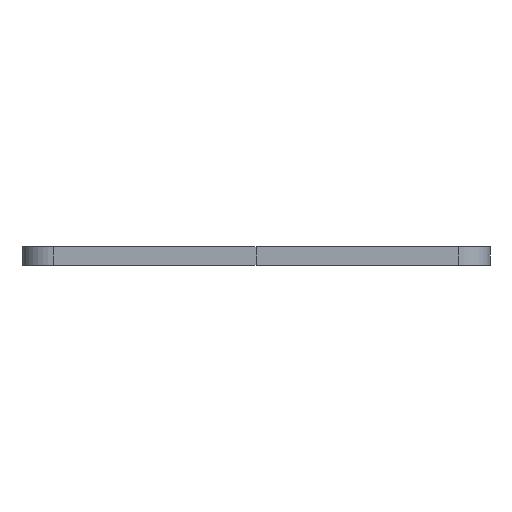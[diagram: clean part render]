
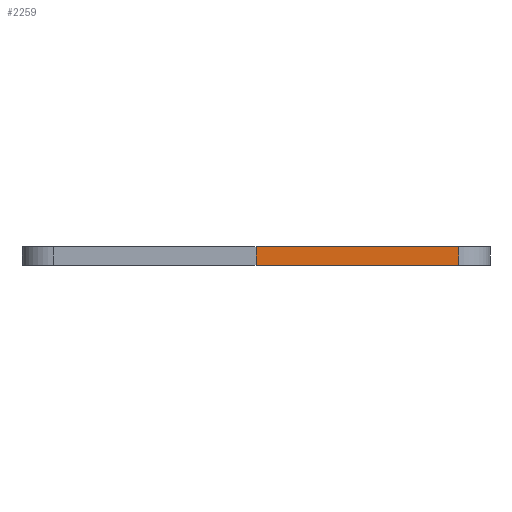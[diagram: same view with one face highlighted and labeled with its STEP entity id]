
A CAD part, front view. The second image highlights one B-rep face of the part: STEP entity #2259.
In plain terms, the highlighted planar face has unit normal (0, -1, 0).
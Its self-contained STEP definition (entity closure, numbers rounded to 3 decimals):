
#24 = VERTEX_POINT('',#25);
#25 = CARTESIAN_POINT('',(65.,-400.,0.));
#33 = CYLINDRICAL_SURFACE('',#34,10.);
#34 = AXIS2_PLACEMENT_3D('',#35,#36,#37);
#35 = CARTESIAN_POINT('',(65.,-390.,0.));
#36 = DIRECTION('',(0.,0.,1.));
#37 = DIRECTION('',(1.,0.,0.));
#45 = PLANE('',#46);
#46 = AXIS2_PLACEMENT_3D('',#47,#48,#49);
#47 = CARTESIAN_POINT('',(0.,0.,0.));
#48 = DIRECTION('',(0.,0.,1.));
#49 = DIRECTION('',(1.,0.,0.));
#61 = EDGE_CURVE('',#24,#62,#64,.T.);
#62 = VERTEX_POINT('',#63);
#63 = CARTESIAN_POINT('',(65.,-400.,6.));
#64 = SURFACE_CURVE('',#65,(#69,#76),.PCURVE_S1.);
#65 = LINE('',#66,#67);
#66 = CARTESIAN_POINT('',(65.,-400.,0.));
#67 = VECTOR('',#68,1.);
#68 = DIRECTION('',(0.,0.,1.));
#69 = PCURVE('',#33,#70);
#70 = DEFINITIONAL_REPRESENTATION('',(#71),#75);
#71 = LINE('',#72,#73);
#72 = CARTESIAN_POINT('',(-1.571,0.));
#73 = VECTOR('',#74,1.);
#74 = DIRECTION('',(-0.,1.));
#75 = ( GEOMETRIC_REPRESENTATION_CONTEXT(2) 
PARAMETRIC_REPRESENTATION_CONTEXT() REPRESENTATION_CONTEXT('2D SPACE',''
  ) );
#76 = PCURVE('',#77,#82);
#77 = PLANE('',#78);
#78 = AXIS2_PLACEMENT_3D('',#79,#80,#81);
#79 = CARTESIAN_POINT('',(75.,-400.,0.));
#80 = DIRECTION('',(0.,-1.,0.));
#81 = DIRECTION('',(-1.,0.,0.));
#82 = DEFINITIONAL_REPRESENTATION('',(#83),#87);
#83 = LINE('',#84,#85);
#84 = CARTESIAN_POINT('',(10.,0.));
#85 = VECTOR('',#86,1.);
#86 = DIRECTION('',(0.,-1.));
#87 = ( GEOMETRIC_REPRESENTATION_CONTEXT(2) 
PARAMETRIC_REPRESENTATION_CONTEXT() REPRESENTATION_CONTEXT('2D SPACE',''
  ) );
#106 = PLANE('',#107);
#107 = AXIS2_PLACEMENT_3D('',#108,#109,#110);
#108 = CARTESIAN_POINT('',(0.,0.,6.));
#109 = DIRECTION('',(0.,0.,1.));
#110 = DIRECTION('',(1.,0.,0.));
#233 = VERTEX_POINT('',#234);
#234 = CARTESIAN_POINT('',(0.,-400.,0.));
#260 = EDGE_CURVE('',#24,#233,#261,.T.);
#261 = SURFACE_CURVE('',#262,(#266,#273),.PCURVE_S1.);
#262 = LINE('',#263,#264);
#263 = CARTESIAN_POINT('',(75.,-400.,0.));
#264 = VECTOR('',#265,1.);
#265 = DIRECTION('',(-1.,0.,0.));
#266 = PCURVE('',#45,#267);
#267 = DEFINITIONAL_REPRESENTATION('',(#268),#272);
#268 = LINE('',#269,#270);
#269 = CARTESIAN_POINT('',(75.,-400.));
#270 = VECTOR('',#271,1.);
#271 = DIRECTION('',(-1.,0.));
#272 = ( GEOMETRIC_REPRESENTATION_CONTEXT(2) 
PARAMETRIC_REPRESENTATION_CONTEXT() REPRESENTATION_CONTEXT('2D SPACE',''
  ) );
#273 = PCURVE('',#77,#274);
#274 = DEFINITIONAL_REPRESENTATION('',(#275),#279);
#275 = LINE('',#276,#277);
#276 = CARTESIAN_POINT('',(0.,-0.));
#277 = VECTOR('',#278,1.);
#278 = DIRECTION('',(1.,0.));
#279 = ( GEOMETRIC_REPRESENTATION_CONTEXT(2) 
PARAMETRIC_REPRESENTATION_CONTEXT() REPRESENTATION_CONTEXT('2D SPACE',''
  ) );
#2259 = ADVANCED_FACE('',(#2260),#77,.T.);
#2260 = FACE_BOUND('',#2261,.T.);
#2261 = EDGE_LOOP('',(#2262,#2263,#2264,#2287));
#2262 = ORIENTED_EDGE('',*,*,#260,.F.);
#2263 = ORIENTED_EDGE('',*,*,#61,.T.);
#2264 = ORIENTED_EDGE('',*,*,#2265,.T.);
#2265 = EDGE_CURVE('',#62,#2266,#2268,.T.);
#2266 = VERTEX_POINT('',#2267);
#2267 = CARTESIAN_POINT('',(0.,-400.,6.));
#2268 = SURFACE_CURVE('',#2269,(#2273,#2280),.PCURVE_S1.);
#2269 = LINE('',#2270,#2271);
#2270 = CARTESIAN_POINT('',(75.,-400.,6.));
#2271 = VECTOR('',#2272,1.);
#2272 = DIRECTION('',(-1.,0.,0.));
#2273 = PCURVE('',#77,#2274);
#2274 = DEFINITIONAL_REPRESENTATION('',(#2275),#2279);
#2275 = LINE('',#2276,#2277);
#2276 = CARTESIAN_POINT('',(0.,-6.));
#2277 = VECTOR('',#2278,1.);
#2278 = DIRECTION('',(1.,0.));
#2279 = ( GEOMETRIC_REPRESENTATION_CONTEXT(2) 
PARAMETRIC_REPRESENTATION_CONTEXT() REPRESENTATION_CONTEXT('2D SPACE',''
  ) );
#2280 = PCURVE('',#106,#2281);
#2281 = DEFINITIONAL_REPRESENTATION('',(#2282),#2286);
#2282 = LINE('',#2283,#2284);
#2283 = CARTESIAN_POINT('',(75.,-400.));
#2284 = VECTOR('',#2285,1.);
#2285 = DIRECTION('',(-1.,0.));
#2286 = ( GEOMETRIC_REPRESENTATION_CONTEXT(2) 
PARAMETRIC_REPRESENTATION_CONTEXT() REPRESENTATION_CONTEXT('2D SPACE',''
  ) );
#2287 = ORIENTED_EDGE('',*,*,#2288,.F.);
#2288 = EDGE_CURVE('',#233,#2266,#2289,.T.);
#2289 = SURFACE_CURVE('',#2290,(#2294,#2301),.PCURVE_S1.);
#2290 = LINE('',#2291,#2292);
#2291 = CARTESIAN_POINT('',(0.,-400.,0.));
#2292 = VECTOR('',#2293,1.);
#2293 = DIRECTION('',(0.,0.,1.));
#2294 = PCURVE('',#77,#2295);
#2295 = DEFINITIONAL_REPRESENTATION('',(#2296),#2300);
#2296 = LINE('',#2297,#2298);
#2297 = CARTESIAN_POINT('',(75.,0.));
#2298 = VECTOR('',#2299,1.);
#2299 = DIRECTION('',(0.,-1.));
#2300 = ( GEOMETRIC_REPRESENTATION_CONTEXT(2) 
PARAMETRIC_REPRESENTATION_CONTEXT() REPRESENTATION_CONTEXT('2D SPACE',''
  ) );
#2301 = PCURVE('',#2302,#2307);
#2302 = PLANE('',#2303);
#2303 = AXIS2_PLACEMENT_3D('',#2304,#2305,#2306);
#2304 = CARTESIAN_POINT('',(-75.,-400.,0.));
#2305 = DIRECTION('',(-0.,-1.,-0.));
#2306 = DIRECTION('',(-1.,0.,0.));
#2307 = DEFINITIONAL_REPRESENTATION('',(#2308),#2312);
#2308 = LINE('',#2309,#2310);
#2309 = CARTESIAN_POINT('',(-75.,0.));
#2310 = VECTOR('',#2311,1.);
#2311 = DIRECTION('',(-0.,-1.));
#2312 = ( GEOMETRIC_REPRESENTATION_CONTEXT(2) 
PARAMETRIC_REPRESENTATION_CONTEXT() REPRESENTATION_CONTEXT('2D SPACE',''
  ) );
